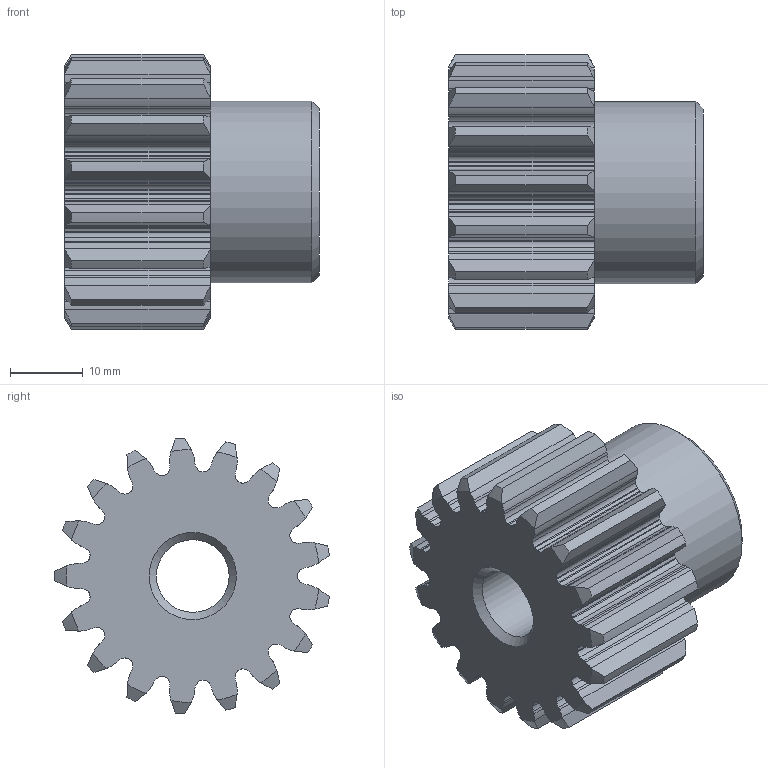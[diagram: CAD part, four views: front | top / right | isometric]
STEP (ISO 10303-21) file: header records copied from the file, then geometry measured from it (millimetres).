
FILE_DESCRIPTION(/* description */ ('Alibre Inc.'),/* implementation_level */ '2;1');
FILE_NAME(/* name */ 'export-82F0AA15-3506-4058-9065-682AE8E3804F',/* time_stamp */ '2024-07-01T10:47:21+02:00',/* author */ (''),/* organization */ (''),/* preprocessor_version */ 'ST-DEVELOPER v17',/* originating_system */ 'Alibre',/* authorisation */ '');
FILE_SCHEMA (('AUTOMOTIVE_DESIGN'));
Length unit declared in the file: millimetre
Products named in the file (1): 401020017
Bounding box: 35 x 37.78 x 37.94 mm (x, y, z)
Volume: 22223.5 mm3; surface area: 7901.1 mm2
Topology: 1 solids, 1 shells, 290 faces, 862 edges, 575 vertices
Faces by surface type: cylinder 250, cone 37, plane 3
Full cylindrical faces by diameter (mm): 10 x1, 25 x1
Entity records: 10019 total; most frequent: CARTESIAN_POINT 1907, DIRECTION 1864, ORIENTED_EDGE 1724, EDGE_CURVE 862, AXIS2_PLACEMENT_3D 807, VERTEX_POINT 575, CIRCLE 517, EDGE_LOOP 293
